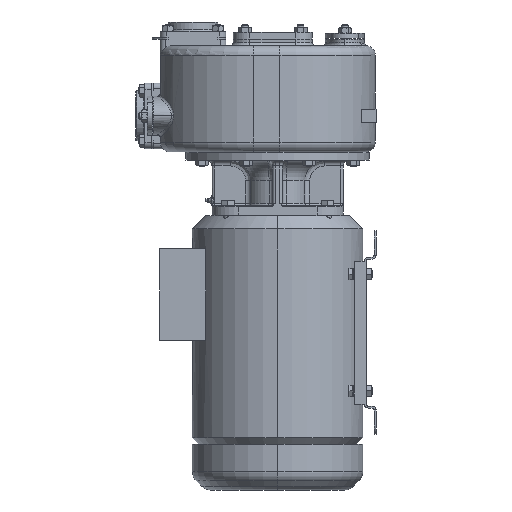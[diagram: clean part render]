
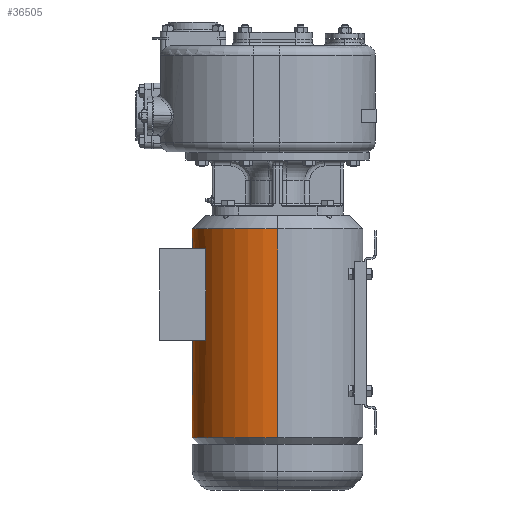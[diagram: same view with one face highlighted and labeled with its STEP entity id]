
A CAD part, left-side view. The second image highlights one B-rep face of the part: STEP entity #36505.
In plain terms, the highlighted cylindrical face has radius 130 mm (diameter 260 mm), a partial arc.
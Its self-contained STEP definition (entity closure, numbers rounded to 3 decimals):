
#92=CARTESIAN_POINT('',(0.,0.,-20.));
#93=DIRECTION('',(0.,0.,1.));
#94=DIRECTION('',(1.,0.,0.));
#95=AXIS2_PLACEMENT_3D('',#92,#93,#94);
#97=CARTESIAN_POINT('',(0.,0.,-338.));
#98=DIRECTION('',(0.,0.,1.));
#99=DIRECTION('',(0.,1.,0.));
#100=AXIS2_PLACEMENT_3D('',#97,#98,#99);
#102=CARTESIAN_POINT('',(0.,0.,-338.));
#103=DIRECTION('',(0.,0.,1.));
#104=DIRECTION('',(1.,0.,0.));
#105=AXIS2_PLACEMENT_3D('',#102,#103,#104);
#107=DIRECTION('',(0.,0.,1.));
#108=VECTOR('',#107,318.);
#109=CARTESIAN_POINT('',(130.,0.,-338.));
#110=LINE('',#109,#108);
#111=CARTESIAN_POINT('',(0.,0.,-190.));
#112=DIRECTION('',(0.,0.,1.));
#113=DIRECTION('',(0.538,0.843,0.));
#114=AXIS2_PLACEMENT_3D('',#111,#112,#113);
#116=DIRECTION('',(0.,0.,1.));
#117=VECTOR('',#116,140.);
#118=CARTESIAN_POINT('',(-70.,109.545,-190.));
#119=LINE('',#118,#117);
#120=CARTESIAN_POINT('',(0.,0.,-50.));
#121=DIRECTION('',(0.,0.,1.));
#122=DIRECTION('',(0.538,0.843,0.));
#123=AXIS2_PLACEMENT_3D('',#120,#121,#122);
#125=DIRECTION('',(0.,0.,1.));
#126=VECTOR('',#125,140.);
#127=CARTESIAN_POINT('',(70.,109.545,-190.));
#128=LINE('',#127,#126);
#27999=DIRECTION('',(0.,0.,1.));
#28000=VECTOR('',#27999,318.);
#28001=CARTESIAN_POINT('',(-130.,0.,-338.));
#28002=LINE('',#28001,#28000);
#32850=CARTESIAN_POINT('',(0.,130.,-338.));
#32851=CARTESIAN_POINT('',(-130.,0.,-338.));
#32852=VERTEX_POINT('',#32850);
#32853=VERTEX_POINT('',#32851);
#32854=CARTESIAN_POINT('',(130.,0.,-338.));
#32855=VERTEX_POINT('',#32854);
#32882=CARTESIAN_POINT('',(70.,109.545,-190.));
#32883=CARTESIAN_POINT('',(-70.,109.545,-190.));
#32884=VERTEX_POINT('',#32882);
#32885=VERTEX_POINT('',#32883);
#32886=CARTESIAN_POINT('',(-70.,109.545,-50.));
#32887=VERTEX_POINT('',#32886);
#32888=CARTESIAN_POINT('',(70.,109.545,-50.));
#32889=VERTEX_POINT('',#32888);
#32906=CARTESIAN_POINT('',(-130.,0.,-20.));
#32907=CARTESIAN_POINT('',(130.,0.,-20.));
#32908=VERTEX_POINT('',#32906);
#32909=VERTEX_POINT('',#32907);
#36479=CARTESIAN_POINT('',(0.,0.,-418.));
#36480=DIRECTION('',(0.,0.,1.));
#36481=DIRECTION('',(1.,0.,0.));
#36482=AXIS2_PLACEMENT_3D('',#36479,#36480,#36481);
#36483=CYLINDRICAL_SURFACE('',#36482,130.);
#36485=ORIENTED_EDGE('',*,*,#36484,.T.);
#36487=ORIENTED_EDGE('',*,*,#36486,.F.);
#36488=ORIENTED_EDGE('',*,*,#36467,.F.);
#36490=ORIENTED_EDGE('',*,*,#36489,.F.);
#36492=ORIENTED_EDGE('',*,*,#36491,.T.);
#36493=EDGE_LOOP('',(#36485,#36487,#36488,#36490,#36492));
#36494=FACE_OUTER_BOUND('',#36493,.F.);
#36496=ORIENTED_EDGE('',*,*,#36495,.T.);
#36498=ORIENTED_EDGE('',*,*,#36497,.T.);
#36500=ORIENTED_EDGE('',*,*,#36499,.F.);
#36502=ORIENTED_EDGE('',*,*,#36501,.F.);
#36503=EDGE_LOOP('',(#36496,#36498,#36500,#36502));
#36504=FACE_BOUND('',#36503,.F.);
#36505=ADVANCED_FACE('',(#36494,#36504),#36483,.T.);
#96=CIRCLE('',#95,130.);
#101=CIRCLE('',#100,130.);
#106=CIRCLE('',#105,130.);
#115=CIRCLE('',#114,130.);
#124=CIRCLE('',#123,130.);
#36467=EDGE_CURVE('',#32852,#32853,#101,.T.);
#36484=EDGE_CURVE('',#32909,#32908,#96,.T.);
#36486=EDGE_CURVE('',#32853,#32908,#28002,.T.);
#36489=EDGE_CURVE('',#32855,#32852,#106,.T.);
#36491=EDGE_CURVE('',#32855,#32909,#110,.T.);
#36495=EDGE_CURVE('',#32884,#32885,#115,.T.);
#36497=EDGE_CURVE('',#32885,#32887,#119,.T.);
#36499=EDGE_CURVE('',#32889,#32887,#124,.T.);
#36501=EDGE_CURVE('',#32884,#32889,#128,.T.);
